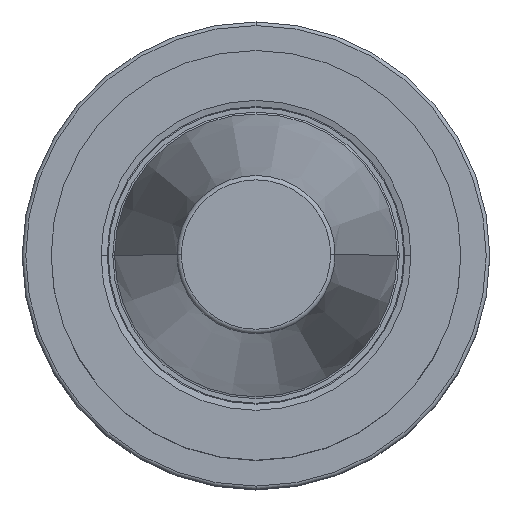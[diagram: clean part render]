
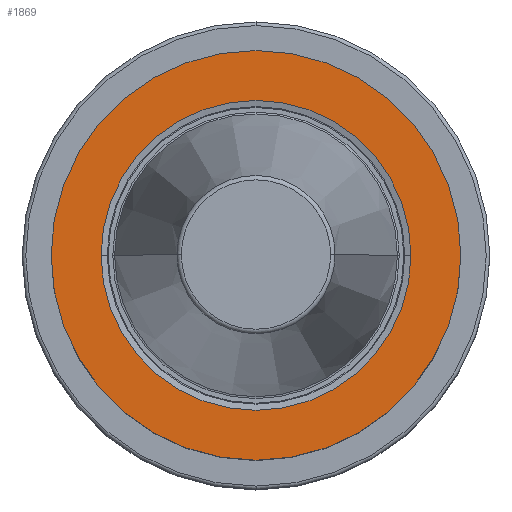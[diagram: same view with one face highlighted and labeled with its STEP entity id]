
A CAD part, top view. The second image highlights one B-rep face of the part: STEP entity #1869.
In plain terms, the highlighted planar face has unit normal (0, 0, 1).
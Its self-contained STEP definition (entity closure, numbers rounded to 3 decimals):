
#270=CARTESIAN_POINT('',(0.,0.,-2.));
#271=DIRECTION('',(0.,0.,-1.));
#272=DIRECTION('',(1.,0.,0.));
#273=AXIS2_PLACEMENT_3D('',#270,#271,#272);
#278=CARTESIAN_POINT('',(0.,0.,-2.));
#279=DIRECTION('',(0.,0.,1.));
#280=DIRECTION('',(1.,0.,0.));
#281=AXIS2_PLACEMENT_3D('',#278,#279,#280);
#286=CARTESIAN_POINT('',(0.,0.,-2.));
#287=DIRECTION('',(0.,0.,1.));
#288=DIRECTION('',(1.,0.,0.));
#289=AXIS2_PLACEMENT_3D('',#286,#287,#288);
#294=CARTESIAN_POINT('',(0.,0.,-2.));
#295=DIRECTION('',(0.,0.,1.));
#296=DIRECTION('',(-1.,0.,0.));
#297=AXIS2_PLACEMENT_3D('',#294,#295,#296);
#1572=CARTESIAN_POINT('',(23.,0.,-2.));
#1573=CARTESIAN_POINT('',(-23.,0.,-2.));
#1574=VERTEX_POINT('',#1572);
#1575=VERTEX_POINT('',#1573);
#1634=CARTESIAN_POINT('',(17.396,0.,-2.));
#1635=VERTEX_POINT('',#1634);
#1638=CARTESIAN_POINT('',(-17.396,0.,-2.));
#1639=VERTEX_POINT('',#1638);
#1854=CARTESIAN_POINT('',(0.,0.,-2.));
#1855=DIRECTION('',(0.,0.,-1.));
#1856=DIRECTION('',(-1.,0.,0.));
#1857=AXIS2_PLACEMENT_3D('',#1854,#1855,#1856);
#1858=PLANE('',#1857);
#1859=ORIENTED_EDGE('',*,*,#1836,.T.);
#1860=ORIENTED_EDGE('',*,*,#1667,.F.);
#1861=EDGE_LOOP('',(#1859,#1860));
#1862=FACE_OUTER_BOUND('',#1861,.F.);
#1864=ORIENTED_EDGE('',*,*,#1863,.T.);
#1866=ORIENTED_EDGE('',*,*,#1865,.T.);
#1867=EDGE_LOOP('',(#1864,#1866));
#1868=FACE_BOUND('',#1867,.F.);
#274=CIRCLE('',#273,23.);
#282=CIRCLE('',#281,23.);
#290=CIRCLE('',#289,17.396);
#298=CIRCLE('',#297,17.396);
#1667=EDGE_CURVE('',#1574,#1575,#282,.T.);
#1836=EDGE_CURVE('',#1574,#1575,#274,.T.);
#1863=EDGE_CURVE('',#1635,#1639,#290,.T.);
#1865=EDGE_CURVE('',#1639,#1635,#298,.T.);
#1869=ADVANCED_FACE('',(#1862,#1868),#1858,.F.);
